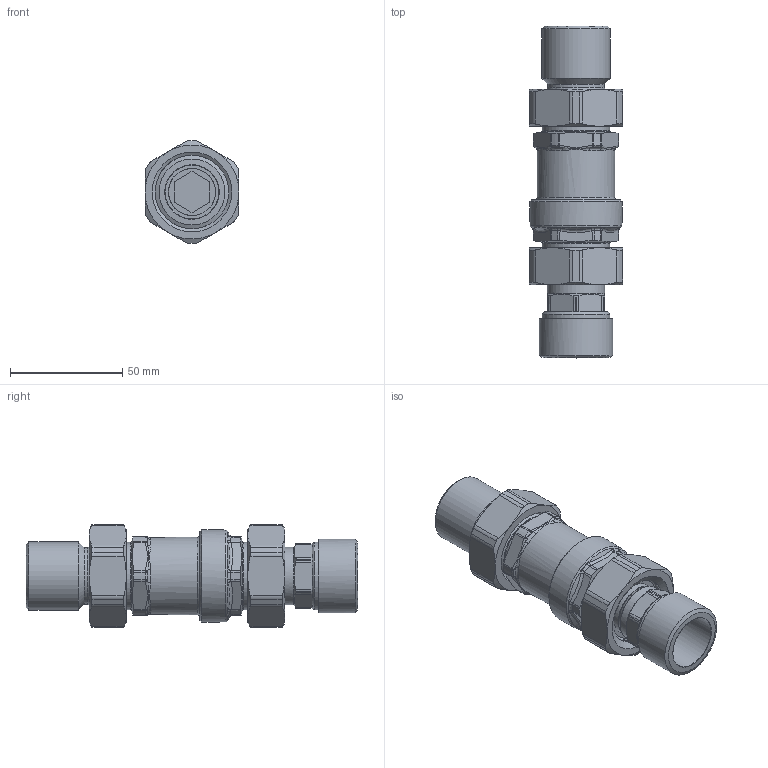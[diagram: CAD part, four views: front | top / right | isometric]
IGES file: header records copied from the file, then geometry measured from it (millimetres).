
Global section: file name: 127161AFC_Simplify_1; native system: Autodesk Inventor 2025; preprocessor: unknown; author: ischreiner; date: 20250814.133548; units: inch
Bounding box: 41.91 x 148.07 x 45.85 mm (x, y, z)
Volume: 73912.3 mm3; surface area: 42861.1 mm2
Topology: 5 solids, 5 shells, 416 faces, 1008 edges, 617 vertices
Faces by surface type: bspline 416
